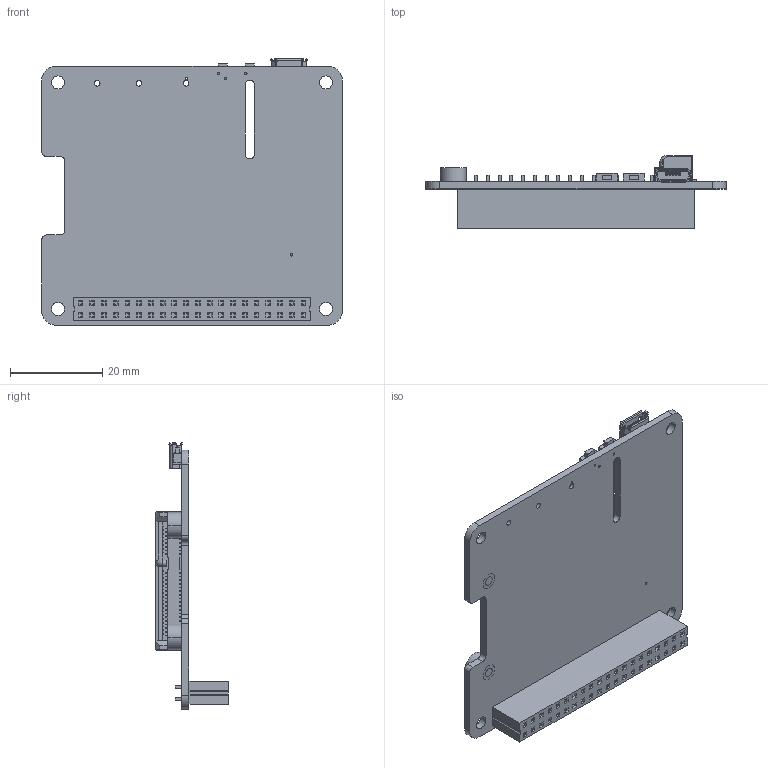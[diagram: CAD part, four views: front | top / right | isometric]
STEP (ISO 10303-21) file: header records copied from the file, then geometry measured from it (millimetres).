
FILE_DESCRIPTION((''),'2;1');
FILE_NAME('PWB-RAK2003_ASM','2020-12-09T',('lina'),(''),'PRO/ENGINEER BY PARAMETRIC TECHNOLOGY CORPORATION, 2010280','PRO/ENGINEER BY PARAMETRIC TECHNOLOGY CORPORATION, 2010280','');
FILE_SCHEMA(('AUTOMOTIVE_DESIGN { 1 2 10303 214 0 1 1 1 }'));
Products named in the file (7): PWB-RAK2003; ST-0485; TS-1806B; 1408C004; 1414B001; SMTSO-M2-3-ET; PWB-RAK2003_ASM
Assembly tree (8 placements, depth 2):
  PWB-RAK2003_ASM
    PWB-RAK2003
    ST-0485
    TS-1806B  x2
    1408C004
    1414B001
    SMTSO-M2-3-ET  x2
Bounding box: 65 x 15.7 x 57.6 mm (x, y, z)
Volume: 9011.1 mm3; surface area: 11463.6 mm2
Topology: 8 solids, 8 shells, 2119 faces, 5955 edges, 4008 vertices
Faces by surface type: plane 1554, cylinder 557, cone 7, torus 1
Entity records: 76069 total; most frequent: CARTESIAN_POINT 11765, DIRECTION 11329, ORIENTED_EDGE 11308, EDGE_CURVE 5654, VECTOR 4603, LINE 4603, VERTEX_POINT 3650, AXIS2_PLACEMENT_3D 3363
